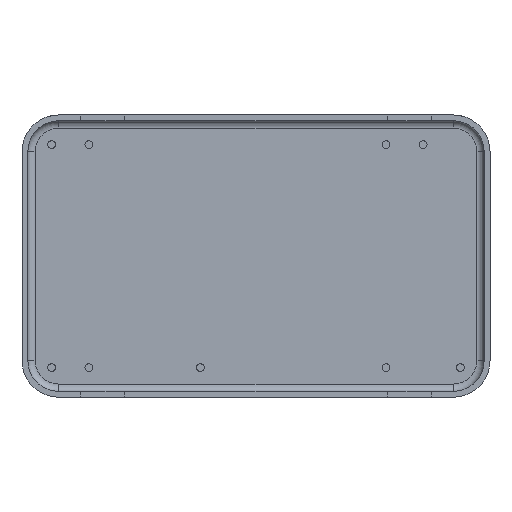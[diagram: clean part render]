
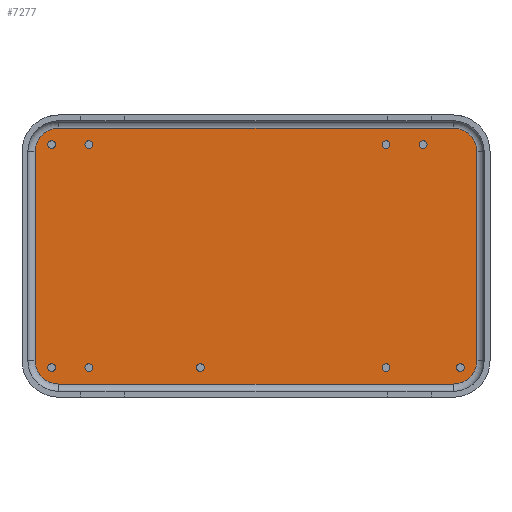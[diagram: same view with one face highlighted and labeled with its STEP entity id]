
A CAD part, left-side view. The second image highlights one B-rep face of the part: STEP entity #7277.
In plain terms, the highlighted planar face has unit normal (-1, 0, 0).
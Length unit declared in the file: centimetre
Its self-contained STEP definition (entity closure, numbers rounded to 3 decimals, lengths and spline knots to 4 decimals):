
#918=VECTOR('',#8877,1.);
#919=VECTOR('',#8880,1.);
#920=VECTOR('',#8883,1.);
#921=VECTOR('',#8886,1.);
#1711=LINE('',#11498,#918);
#1712=LINE('',#11503,#919);
#1713=LINE('',#11507,#920);
#1714=LINE('',#11511,#921);
#2040=PLANE('',#7665);
#2079=VERTEX_POINT('',#9251);
#2081=VERTEX_POINT('',#9257);
#2083=VERTEX_POINT('',#9263);
#2085=VERTEX_POINT('',#9269);
#2089=VERTEX_POINT('',#9281);
#2643=VERTEX_POINT('',#11468);
#2645=VERTEX_POINT('',#11474);
#2647=VERTEX_POINT('',#11480);
#2649=VERTEX_POINT('',#11486);
#2654=VERTEX_POINT('',#11499);
#2655=VERTEX_POINT('',#11500);
#2656=VERTEX_POINT('',#11502);
#2657=VERTEX_POINT('',#11504);
#2658=VERTEX_POINT('',#11506);
#2659=VERTEX_POINT('',#11508);
#2660=VERTEX_POINT('',#11510);
#2661=VERTEX_POINT('',#11512);
#2775=CIRCLE('',#7375,0.0265);
#2777=CIRCLE('',#7379,0.0265);
#2779=CIRCLE('',#7383,0.0265);
#2781=CIRCLE('',#7387,0.0265);
#2785=CIRCLE('',#7395,0.0265);
#2801=CIRCLE('',#7650,0.0265);
#2803=CIRCLE('',#7654,0.0265);
#2805=CIRCLE('',#7658,0.0265);
#2807=CIRCLE('',#7662,0.0265);
#2808=CIRCLE('',#7666,0.1599);
#2809=CIRCLE('',#7667,0.1599);
#2810=CIRCLE('',#7668,0.1599);
#2811=CIRCLE('',#7669,0.1599);
#2893=EDGE_CURVE('',#2079,#2079,#2775,.T.);
#2895=EDGE_CURVE('',#2081,#2081,#2777,.T.);
#2897=EDGE_CURVE('',#2083,#2083,#2779,.T.);
#2899=EDGE_CURVE('',#2085,#2085,#2781,.T.);
#2903=EDGE_CURVE('',#2089,#2089,#2785,.T.);
#3731=EDGE_CURVE('',#2643,#2643,#2801,.T.);
#3733=EDGE_CURVE('',#2645,#2645,#2803,.T.);
#3735=EDGE_CURVE('',#2647,#2647,#2805,.T.);
#3737=EDGE_CURVE('',#2649,#2649,#2807,.T.);
#3742=EDGE_CURVE('',#2654,#2655,#1711,.T.);
#3743=EDGE_CURVE('',#2656,#2654,#2808,.T.);
#3744=EDGE_CURVE('',#2657,#2656,#1712,.T.);
#3745=EDGE_CURVE('',#2658,#2657,#2809,.T.);
#3746=EDGE_CURVE('',#2659,#2658,#1713,.T.);
#3747=EDGE_CURVE('',#2660,#2659,#2810,.T.);
#3748=EDGE_CURVE('',#2661,#2660,#1714,.T.);
#3749=EDGE_CURVE('',#2655,#2661,#2811,.T.);
#5598=ORIENTED_EDGE('',*,*,#2893,.T.);
#5599=ORIENTED_EDGE('',*,*,#2895,.T.);
#5600=ORIENTED_EDGE('',*,*,#2897,.T.);
#5601=ORIENTED_EDGE('',*,*,#2899,.T.);
#5602=ORIENTED_EDGE('',*,*,#2903,.T.);
#5603=ORIENTED_EDGE('',*,*,#3731,.T.);
#5604=ORIENTED_EDGE('',*,*,#3733,.T.);
#5605=ORIENTED_EDGE('',*,*,#3735,.T.);
#5606=ORIENTED_EDGE('',*,*,#3737,.T.);
#5607=ORIENTED_EDGE('',*,*,#3742,.F.);
#5608=ORIENTED_EDGE('',*,*,#3743,.F.);
#5609=ORIENTED_EDGE('',*,*,#3744,.F.);
#5610=ORIENTED_EDGE('',*,*,#3745,.F.);
#5611=ORIENTED_EDGE('',*,*,#3746,.F.);
#5612=ORIENTED_EDGE('',*,*,#3747,.F.);
#5613=ORIENTED_EDGE('',*,*,#3748,.F.);
#5614=ORIENTED_EDGE('',*,*,#3749,.F.);
#6324=EDGE_LOOP('',(#5598));
#6325=EDGE_LOOP('',(#5599));
#6326=EDGE_LOOP('',(#5600));
#6327=EDGE_LOOP('',(#5601));
#6328=EDGE_LOOP('',(#5602));
#6329=EDGE_LOOP('',(#5603));
#6330=EDGE_LOOP('',(#5604));
#6331=EDGE_LOOP('',(#5605));
#6332=EDGE_LOOP('',(#5606));
#6333=EDGE_LOOP('',(#5607,#5608,#5609,#5610,#5611,#5612,#5613,#5614));
#6817=FACE_BOUND('',#6324,.T.);
#6818=FACE_BOUND('',#6325,.T.);
#6819=FACE_BOUND('',#6326,.T.);
#6820=FACE_BOUND('',#6327,.T.);
#6821=FACE_BOUND('',#6328,.T.);
#6822=FACE_BOUND('',#6329,.T.);
#6823=FACE_BOUND('',#6330,.T.);
#6824=FACE_BOUND('',#6331,.T.);
#6825=FACE_BOUND('',#6332,.T.);
#6826=FACE_BOUND('',#6333,.T.);
#7277=ADVANCED_FACE('',(#6817,#6818,#6819,#6820,#6821,#6822,#6823,#6824,
#6825,#6826),#2040,.F.);
#7375=AXIS2_PLACEMENT_3D('',#9250,#7832,#7833);
#7379=AXIS2_PLACEMENT_3D('',#9256,#7839,#7840);
#7383=AXIS2_PLACEMENT_3D('',#9262,#7846,#7847);
#7387=AXIS2_PLACEMENT_3D('',#9268,#7853,#7854);
#7395=AXIS2_PLACEMENT_3D('',#9280,#7867,#7868);
#7650=AXIS2_PLACEMENT_3D('',#11467,#8847,#8848);
#7654=AXIS2_PLACEMENT_3D('',#11473,#8854,#8855);
#7658=AXIS2_PLACEMENT_3D('',#11479,#8861,#8862);
#7662=AXIS2_PLACEMENT_3D('',#11485,#8868,#8869);
#7665=AXIS2_PLACEMENT_3D('',#11497,#8876,$);
#7666=AXIS2_PLACEMENT_3D('',#11501,#8878,#8879);
#7667=AXIS2_PLACEMENT_3D('',#11505,#8881,#8882);
#7668=AXIS2_PLACEMENT_3D('',#11509,#8884,#8885);
#7669=AXIS2_PLACEMENT_3D('',#11513,#8887,#8888);
#7832=DIRECTION('',(1.,0.,0.));
#7833=DIRECTION('',(0.,0.019,-0.019));
#7839=DIRECTION('',(1.,0.,0.));
#7840=DIRECTION('',(0.,0.019,-0.019));
#7846=DIRECTION('',(1.,0.,0.));
#7847=DIRECTION('',(0.,0.019,-0.019));
#7853=DIRECTION('',(1.,0.,0.));
#7854=DIRECTION('',(0.,0.019,-0.019));
#7867=DIRECTION('',(1.,0.,0.));
#7868=DIRECTION('',(0.,0.019,-0.019));
#8847=DIRECTION('',(1.,0.,0.));
#8848=DIRECTION('',(0.,0.019,-0.019));
#8854=DIRECTION('',(1.,0.,0.));
#8855=DIRECTION('',(0.,0.019,-0.019));
#8861=DIRECTION('',(1.,0.,0.));
#8862=DIRECTION('',(0.,0.019,-0.019));
#8868=DIRECTION('',(1.,0.,0.));
#8869=DIRECTION('',(0.,0.019,-0.019));
#8876=DIRECTION('',(1.,0.,0.));
#8877=DIRECTION('',(0.,-1.,0.));
#8878=DIRECTION('',(1.,0.,0.));
#8879=DIRECTION('',(0.,-0.113,-0.113));
#8880=DIRECTION('',(0.,0.,1.));
#8881=DIRECTION('',(1.,0.,0.));
#8882=DIRECTION('',(0.,-0.113,0.113));
#8883=DIRECTION('',(0.,1.,0.));
#8884=DIRECTION('',(1.,0.,0.));
#8885=DIRECTION('',(0.,0.16,0.));
#8886=DIRECTION('',(0.,0.,-1.));
#8887=DIRECTION('',(1.,0.,0.));
#8888=DIRECTION('',(0.,0.113,-0.113));
#9250=CARTESIAN_POINT('',(-0.1252,-0.889,-0.762));
#9251=CARTESIAN_POINT('',(-0.1252,-0.9077,-0.7432));
#9256=CARTESIAN_POINT('',(-0.1252,1.143,-0.762));
#9257=CARTESIAN_POINT('',(-0.1252,1.1243,-0.7432));
#9262=CARTESIAN_POINT('',(-0.1252,-0.889,0.762));
#9263=CARTESIAN_POINT('',(-0.1252,-0.9077,0.7808));
#9268=CARTESIAN_POINT('',(-0.1252,1.397,-0.762));
#9269=CARTESIAN_POINT('',(-0.1252,1.3783,-0.7432));
#9280=CARTESIAN_POINT('',(-0.1252,1.397,0.762));
#9281=CARTESIAN_POINT('',(-0.1252,1.3783,0.7808));
#11467=CARTESIAN_POINT('',(-0.1252,1.143,0.762));
#11468=CARTESIAN_POINT('',(-0.1252,1.1243,0.7808));
#11473=CARTESIAN_POINT('',(-0.1252,-1.143,0.762));
#11474=CARTESIAN_POINT('',(-0.1252,-1.1617,0.7808));
#11479=CARTESIAN_POINT('',(-0.1252,0.381,-0.762));
#11480=CARTESIAN_POINT('',(-0.1252,0.3623,-0.7432));
#11485=CARTESIAN_POINT('',(-0.1252,-1.397,-0.762));
#11486=CARTESIAN_POINT('',(-0.1252,-1.4157,-0.7432));
#11497=CARTESIAN_POINT('',(-0.1252,0.,0.));
#11498=CARTESIAN_POINT('',(-0.1252,-0.6375,0.8749));
#11499=CARTESIAN_POINT('',(-0.1252,1.35,0.8749));
#11500=CARTESIAN_POINT('',(-0.1252,-1.35,0.8749));
#11501=CARTESIAN_POINT('',(-0.1252,1.35,0.715));
#11502=CARTESIAN_POINT('',(-0.1252,1.5099,0.715));
#11503=CARTESIAN_POINT('',(-0.1252,1.5099,0.));
#11504=CARTESIAN_POINT('',(-0.1252,1.5099,-0.715));
#11505=CARTESIAN_POINT('',(-0.1252,1.35,-0.715));
#11506=CARTESIAN_POINT('',(-0.1252,1.35,-0.8749));
#11507=CARTESIAN_POINT('',(-0.1252,0.6375,-0.8749));
#11508=CARTESIAN_POINT('',(-0.1252,-1.35,-0.8749));
#11509=CARTESIAN_POINT('',(-0.1252,-1.35,-0.715));
#11510=CARTESIAN_POINT('',(-0.1252,-1.5099,-0.715));
#11511=CARTESIAN_POINT('',(-0.1252,-1.5099,0.));
#11512=CARTESIAN_POINT('',(-0.1252,-1.5099,0.715));
#11513=CARTESIAN_POINT('',(-0.1252,-1.35,0.715));
